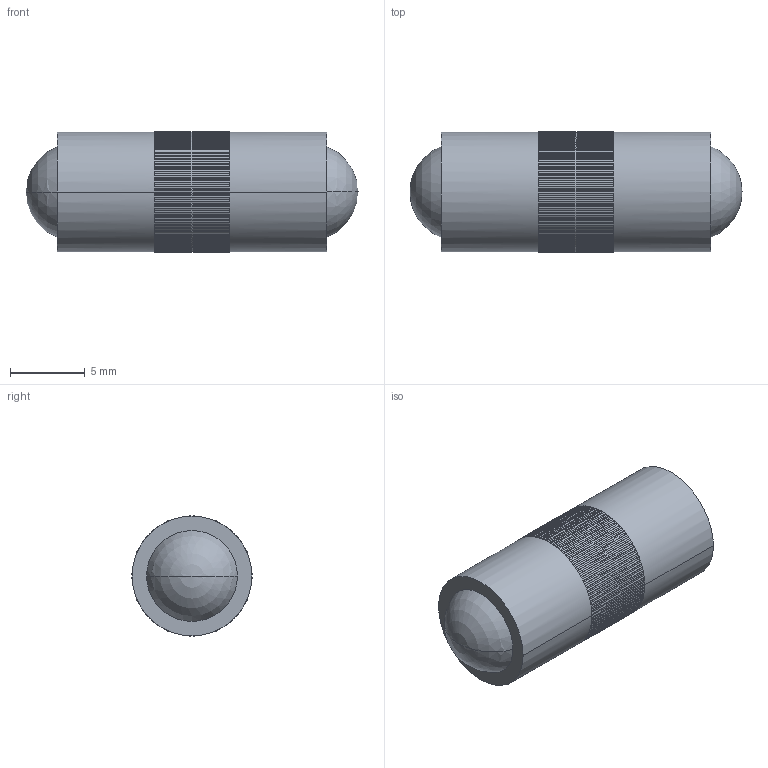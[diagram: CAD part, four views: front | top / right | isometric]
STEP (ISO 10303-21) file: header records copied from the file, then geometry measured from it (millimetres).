
FILE_DESCRIPTION(('STEP AP214'),'1');
FILE_NAME(' ',' ',('TraceParts'),('TraceParts S.A.'),'XStep 1.0',' ',' ');
FILE_SCHEMA(('automotive_design'));
Length unit declared in the file: millimetre
Products named in the file (1): 1
Bounding box: 22.2 x 8.03 x 8.03 mm (x, y, z)
Volume: 599.1 mm3; surface area: 1069.3 mm2
Topology: 1 solids, 4 shells, 526 faces, 1154 edges, 628 vertices
Faces by surface type: plane 404, cylinder 110, sphere 12
Entity records: 27050 total; most frequent: DIRECTION 2636, STYLED_ITEM 2301, PRESENTATION_STYLE_ASSIGNMENT 2301, CARTESIAN_POINT 2301, COLOUR_RGB 2301, ORIENTED_EDGE 2300, EDGE_CURVE 1146, CURVE_STYLE 1146
